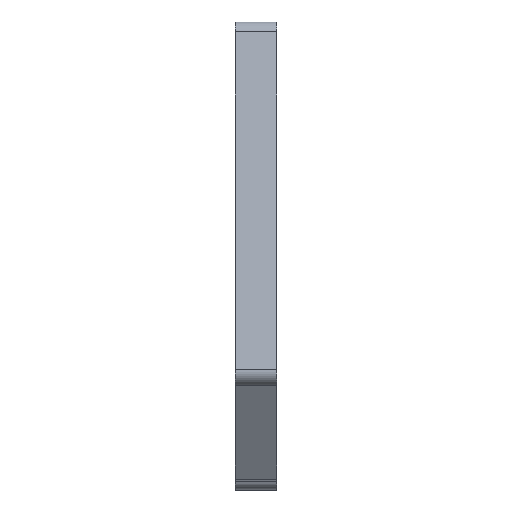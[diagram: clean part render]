
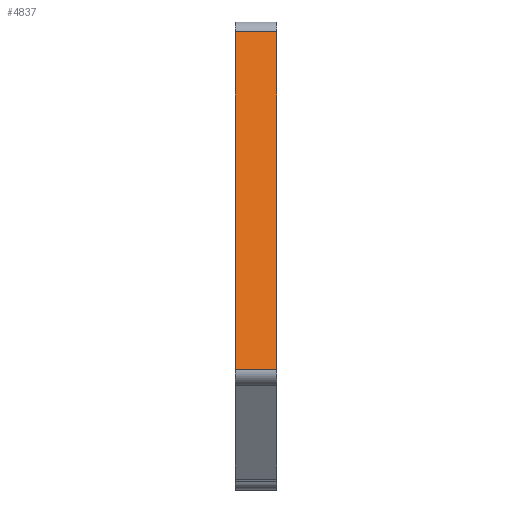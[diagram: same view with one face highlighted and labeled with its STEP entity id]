
A CAD part, left-side view. The second image highlights one B-rep face of the part: STEP entity #4837.
In plain terms, the highlighted planar face has unit normal (-0.97, 0, 0.242).
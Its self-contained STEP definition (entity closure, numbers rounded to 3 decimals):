
#460=FACE_OUTER_BOUND('',#780,.T.);
#780=EDGE_LOOP('',(#4380,#4381,#4382,#4383));
#1287=LINE('',#7514,#1870);
#1355=LINE('',#7718,#1938);
#1364=LINE('',#7744,#1947);
#1365=LINE('',#7746,#1948);
#1870=VECTOR('',#6150,10.);
#1938=VECTOR('',#6346,10.);
#1947=VECTOR('',#6371,10.);
#1948=VECTOR('',#6374,10.);
#2330=VERTEX_POINT('',#7511);
#2331=VERTEX_POINT('',#7513);
#2402=VERTEX_POINT('',#7715);
#2403=VERTEX_POINT('',#7717);
#2959=EDGE_CURVE('',#2330,#2331,#1287,.T.);
#3061=EDGE_CURVE('',#2403,#2402,#1355,.T.);
#3075=EDGE_CURVE('',#2402,#2331,#1364,.T.);
#3076=EDGE_CURVE('',#2403,#2330,#1365,.T.);
#4380=ORIENTED_EDGE('',*,*,#3061,.T.);
#4381=ORIENTED_EDGE('',*,*,#3075,.T.);
#4382=ORIENTED_EDGE('',*,*,#2959,.F.);
#4383=ORIENTED_EDGE('',*,*,#3076,.F.);
#4617=PLANE('',#5173);
#4837=ADVANCED_FACE('',(#460),#4617,.T.);
#5173=AXIS2_PLACEMENT_3D('',#7745,#6372,#6373);
#6150=DIRECTION('',(0.242,0.,0.97));
#6346=DIRECTION('',(0.242,0.,0.97));
#6371=DIRECTION('',(0.,1.,0.));
#6372=DIRECTION('center_axis',(-0.97,0.,0.242));
#6373=DIRECTION('ref_axis',(0.242,0.,0.97));
#6374=DIRECTION('',(0.,1.,0.));
#7511=CARTESIAN_POINT('',(-222.709,11.1,29.769));
#7513=CARTESIAN_POINT('',(-200.15,11.1,120.249));
#7514=CARTESIAN_POINT('',(-222.709,11.1,29.769));
#7715=CARTESIAN_POINT('',(-200.15,0.,120.249));
#7717=CARTESIAN_POINT('',(-222.709,0.,29.769));
#7718=CARTESIAN_POINT('',(-222.709,0.,29.769));
#7744=CARTESIAN_POINT('',(-200.15,1.6,120.249));
#7745=CARTESIAN_POINT('Origin',(-222.709,1.6,29.769));
#7746=CARTESIAN_POINT('',(-222.709,1.6,29.769));
